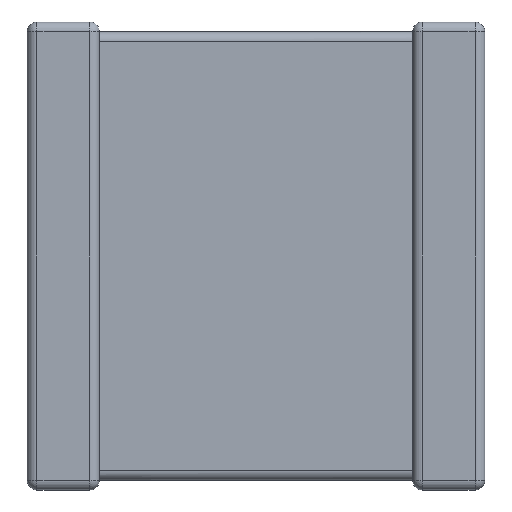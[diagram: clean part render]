
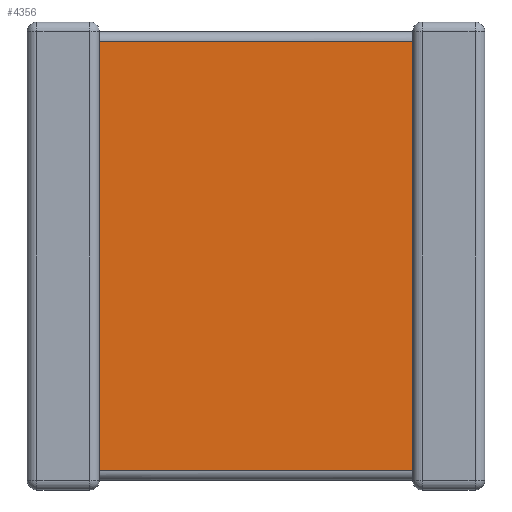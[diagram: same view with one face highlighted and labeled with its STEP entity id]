
A CAD part, front view. The second image highlights one B-rep face of the part: STEP entity #4356.
In plain terms, the highlighted planar face has unit normal (0, -1, 0).
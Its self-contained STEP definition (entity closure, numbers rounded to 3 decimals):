
#77 = ORIENTED_EDGE ( 'NONE', *, *, #2691, .T. ) ;
#166 = ORIENTED_EDGE ( 'NONE', *, *, #4174, .F. ) ;
#179 = DIRECTION ( 'NONE',  ( 0., 0., 1. ) ) ;
#235 = ORIENTED_EDGE ( 'NONE', *, *, #1412, .T. ) ;
#339 = CARTESIAN_POINT ( 'NONE',  ( 5.6, 0.141, -6.517 ) ) ;
#491 = LINE ( 'NONE', #2348, #4446 ) ;
#699 = DIRECTION ( 'NONE',  ( 0., -1., 0. ) ) ;
#780 = EDGE_LOOP ( 'NONE', ( #166, #235, #3904, #77 ) ) ;
#804 = VECTOR ( 'NONE', #1928, 1000. ) ;
#1025 = LINE ( 'NONE', #3136, #2419 ) ;
#1412 = EDGE_CURVE ( 'NONE', #4119, #1492, #2810, .T. ) ;
#1492 = VERTEX_POINT ( 'NONE', #339 ) ;
#1505 = DIRECTION ( 'NONE',  ( 1., 0., 0. ) ) ;
#1540 = EDGE_CURVE ( 'NONE', #1492, #3101, #3801, .T. ) ;
#1668 = CARTESIAN_POINT ( 'NONE',  ( 5.6, 0.141, -6.517 ) ) ;
#1813 = CARTESIAN_POINT ( 'NONE',  ( 1.05, 0.141, -0.283 ) ) ;
#1928 = DIRECTION ( 'NONE',  ( 0., 0., 1. ) ) ;
#2198 = CARTESIAN_POINT ( 'NONE',  ( 1.05, 0.141, -6.517 ) ) ;
#2348 = CARTESIAN_POINT ( 'NONE',  ( 1.05, 0.141, -6.8 ) ) ;
#2419 = VECTOR ( 'NONE', #3893, 1000. ) ;
#2507 = PLANE ( 'NONE',  #3094 ) ;
#2557 = CARTESIAN_POINT ( 'NONE',  ( 5.6, 0.141, -0.283 ) ) ;
#2671 = CARTESIAN_POINT ( 'NONE',  ( 5.6, 0.141, -6.8 ) ) ;
#2691 = EDGE_CURVE ( 'NONE', #3101, #4107, #1025, .T. ) ;
#2810 = LINE ( 'NONE', #1668, #3829 ) ;
#3094 = AXIS2_PLACEMENT_3D ( 'NONE', #3224, #699, #1505 ) ;
#3101 = VERTEX_POINT ( 'NONE', #2557 ) ;
#3136 = CARTESIAN_POINT ( 'NONE',  ( 1.05, 0.141, -0.283 ) ) ;
#3224 = CARTESIAN_POINT ( 'NONE',  ( 1.05, 0.141, -6.8 ) ) ;
#3801 = LINE ( 'NONE', #2671, #804 ) ;
#3829 = VECTOR ( 'NONE', #3895, 1000. ) ;
#3893 = DIRECTION ( 'NONE',  ( -1., 0., 0. ) ) ;
#3895 = DIRECTION ( 'NONE',  ( 1., 0., 0. ) ) ;
#3904 = ORIENTED_EDGE ( 'NONE', *, *, #1540, .T. ) ;
#4107 = VERTEX_POINT ( 'NONE', #1813 ) ;
#4119 = VERTEX_POINT ( 'NONE', #2198 ) ;
#4174 = EDGE_CURVE ( 'NONE', #4119, #4107, #491, .T. ) ;
#4356 = ADVANCED_FACE ( 'NONE', ( #4635 ), #2507, .T. ) ;
#4446 = VECTOR ( 'NONE', #179, 1000. ) ;
#4635 = FACE_OUTER_BOUND ( 'NONE', #780, .T. ) ;
